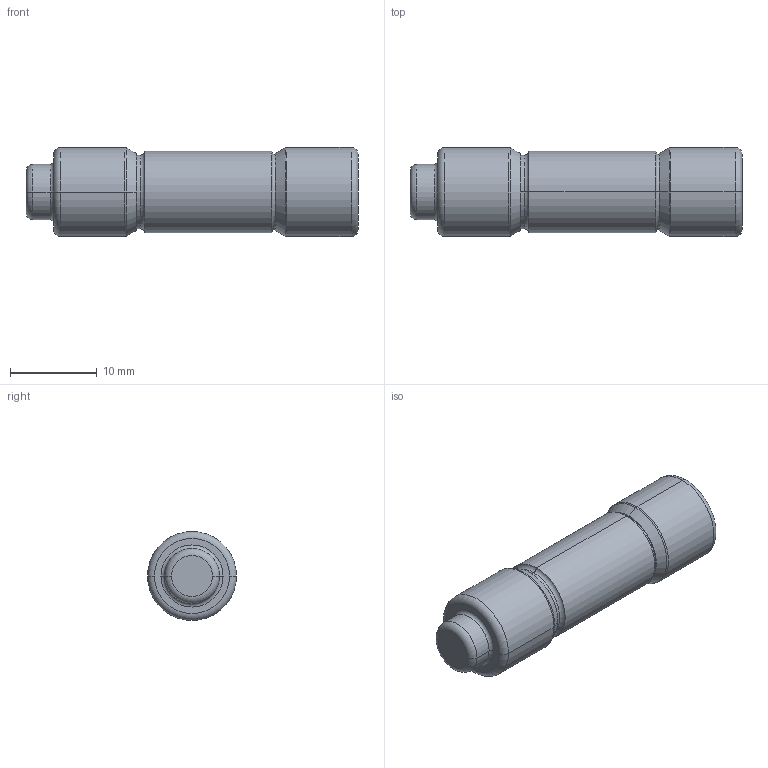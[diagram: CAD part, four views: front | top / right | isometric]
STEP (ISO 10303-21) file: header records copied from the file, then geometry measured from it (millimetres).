
FILE_DESCRIPTION (( 'STEP AP214' ), '1' );
FILE_NAME ('24339reva.STEP', '2013-12-10T19:26:46', ( '' ), ( '' ), 'SwSTEP 2.0', 'SolidWorks 2013', '' );
FILE_SCHEMA (( 'AUTOMOTIVE_DESIGN' ));
Length unit declared in the file: inch
Products named in the file (1): 24339reva
Bounding box: 38.28 x 10.26 x 10.26 mm (x, y, z)
Volume: 1386.4 mm3; surface area: 3197.8 mm2
Topology: 3 solids, 3 shells, 92 faces, 180 edges, 96 vertices
Faces by surface type: torus 32, cylinder 32, cone 20, plane 8
Entity records: 3598 total; most frequent: DIRECTION 494, CARTESIAN_POINT 369, ORIENTED_EDGE 360, AXIS2_PLACEMENT_3D 221, EDGE_CURVE 180, CIRCLE 128, UNCERTAINTY_MEASURE_WITH_UNIT 97, LENGTH_MEASURE_WITH_UNIT 97
